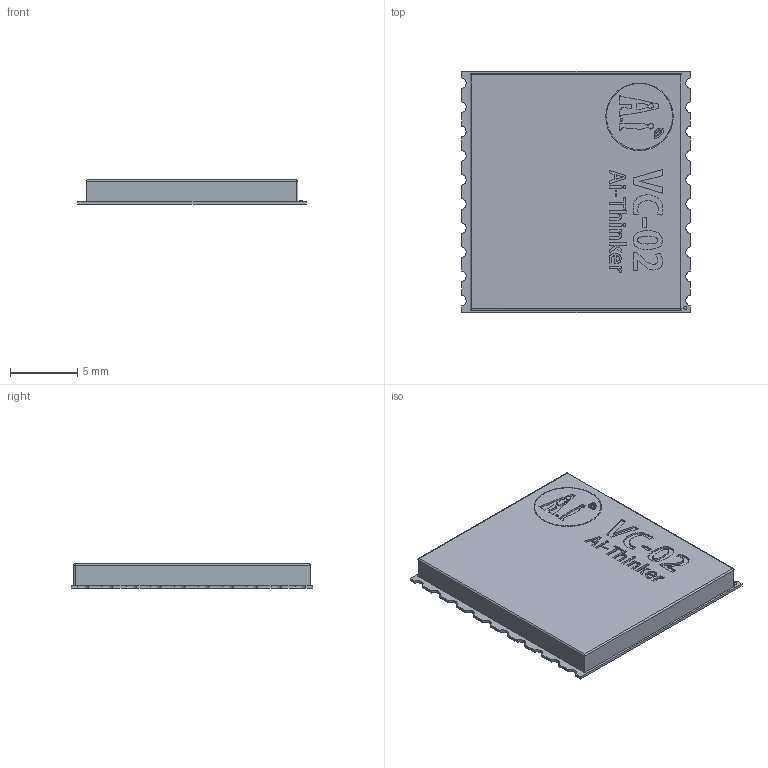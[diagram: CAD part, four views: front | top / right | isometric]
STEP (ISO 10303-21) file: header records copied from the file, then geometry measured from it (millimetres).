
FILE_DESCRIPTION (( 'STEP AP214' ), '1' );
FILE_NAME ('vc02-ai-thinker.STEP', '2022-06-22T12:06:08', ( '' ), ( '' ), 'SwSTEP 2.0', 'SolidWorks 2021', '' );
FILE_SCHEMA (( 'AUTOMOTIVE_DESIGN' ));
Length unit declared in the file: millimetre
Products named in the file (1): vc02-ai-thinker
Bounding box: 17 x 18 x 1.8 mm (x, y, z)
Volume: 504.3 mm3; surface area: 743.9 mm2
Topology: 1 solids, 1 shells, 381 faces, 1037 edges, 686 vertices
Faces by surface type: plane 179, bspline 158, cylinder 41, sphere 3
Entity records: 19057 total; most frequent: CARTESIAN_POINT 6455, ORIENTED_EDGE 2068, DIRECTION 1245, EDGE_CURVE 1034, VERTEX_POINT 686, LINE 637, VECTOR 637, EDGE_LOOP 412
